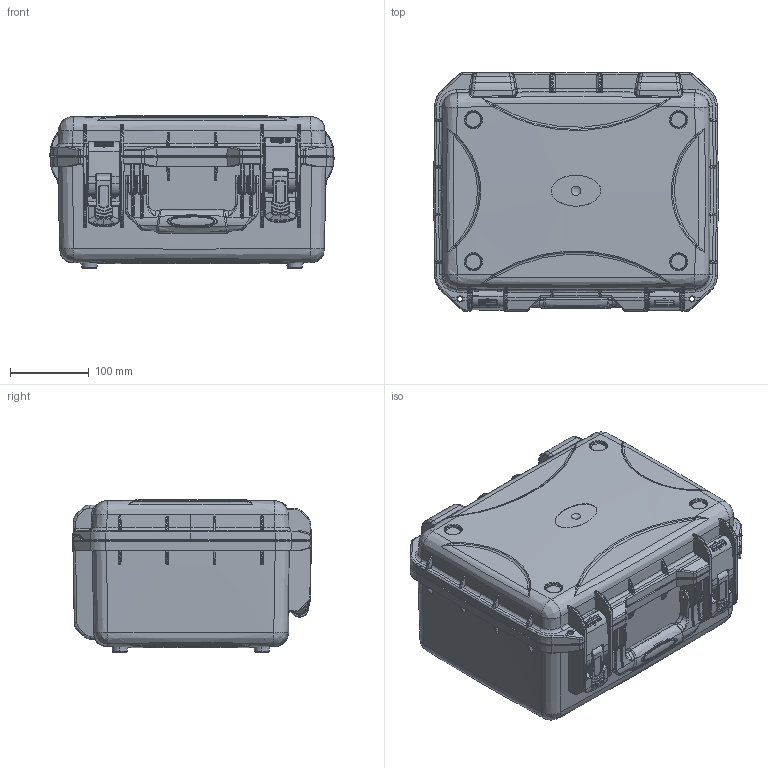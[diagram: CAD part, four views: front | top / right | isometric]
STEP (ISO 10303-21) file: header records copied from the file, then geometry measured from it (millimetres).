
FILE_DESCRIPTION (( 'STEP AP203' ), '1' );
FILE_NAME ('X1010.STEP', '2023-10-15T05:01:33', ( 'admin' ), ( '' ), 'SwSTEP 2.0', 'SolidWorks 2022', '' );
FILE_SCHEMA (( 'CONFIG_CONTROL_DESIGN' ));
Length unit declared in the file: millimetre
Products named in the file (10): X1009-6_默认; X1009-4_默认; X1009-5_默认; X1009-8_默认; X1009-7_默认; X1010-2_默认; X1010; X1009-SK_默认; X1009-3_默认; X1010-1_默认
Assembly tree (10 placements, depth 3):
  X1010
    X1010-1_默认
    X1010-2_默认
    X1009-SK_默认  x2
      X1009-6_默认
      X1009-5_默认
      X1009-7_默认
      X1009-8_默认
    X1009-3_默认
    X1009-4_默认
Bounding box: 360.02 x 302.01 x 193.57 mm (x, y, z)
Volume: 786648.3 mm3; surface area: 996453.3 mm2
Topology: 9 solids, 12 shells, 4573 faces, 11609 edges, 6942 vertices
Faces by surface type: bspline 1954, cylinder 1565, plane 878, cone 168, torus 8
Entity records: 226951 total; most frequent: CARTESIAN_POINT 153925, ORIENTED_EDGE 18162, DIRECTION 10807, EDGE_CURVE 9089, VERTEX_POINT 5535, AXIS2_PLACEMENT_3D 4105, B_SPLINE_CURVE_WITH_KNOTS 4013, EDGE_LOOP 3671
